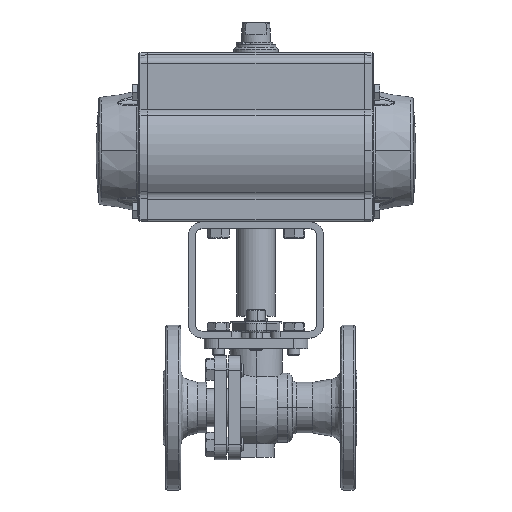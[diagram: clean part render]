
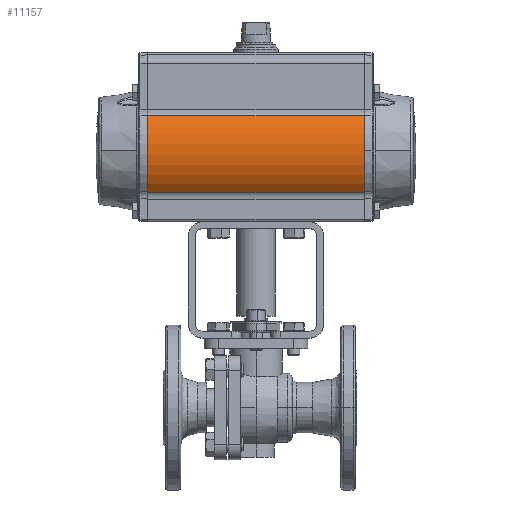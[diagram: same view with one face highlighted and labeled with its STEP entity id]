
A CAD part, top view. The second image highlights one B-rep face of the part: STEP entity #11157.
In plain terms, the highlighted cylindrical face has radius 42 mm (diameter 84 mm), a partial arc.
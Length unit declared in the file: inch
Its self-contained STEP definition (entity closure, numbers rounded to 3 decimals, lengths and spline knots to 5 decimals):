
#2319 = VERTEX_POINT ( 'NONE', #28230 ) ;
#4996 = CARTESIAN_POINT ( 'NONE',  ( -2.79134, 7.53995, 1.37852 ) ) ;
#5675 = CARTESIAN_POINT ( 'NONE',  ( 2.79134, 6.62677, 0. ) ) ;
#5826 = ORIENTED_EDGE ( 'NONE', *, *, #7330, .T. ) ;
#6053 = ORIENTED_EDGE ( 'NONE', *, *, #11572, .T. ) ;
#7330 = EDGE_CURVE ( 'NONE', #61097, #2319, #59069, .T. ) ;
#10779 = DIRECTION ( 'NONE',  ( 0., -1., 0. ) ) ;
#11157 = ADVANCED_FACE ( 'NONE', ( #11485 ), #38287, .T. ) ;
#11485 = FACE_OUTER_BOUND ( 'NONE', #18498, .T. ) ;
#11572 = EDGE_CURVE ( 'NONE', #46539, #53194, #64408, .T. ) ;
#15373 = CARTESIAN_POINT ( 'NONE',  ( -2.79134, 5.56244, 1.26547 ) ) ;
#18498 = EDGE_LOOP ( 'NONE', ( #6053, #20628, #5826, #64078 ) ) ;
#18640 = EDGE_CURVE ( 'NONE', #2319, #46539, #40970, .T. ) ;
#20042 = CARTESIAN_POINT ( 'NONE',  ( -2.79134, 6.62677, 0. ) ) ;
#20628 = ORIENTED_EDGE ( 'NONE', *, *, #28006, .T. ) ;
#20709 = AXIS2_PLACEMENT_3D ( 'NONE', #26565, #61964, #31589 ) ;
#25094 = DIRECTION ( 'NONE',  ( 1., 0., 0. ) ) ;
#26565 = CARTESIAN_POINT ( 'NONE',  ( -2.79134, 6.62677, 0. ) ) ;
#27278 = CARTESIAN_POINT ( 'NONE',  ( -2.79134, 7.53995, 1.37852 ) ) ;
#28006 = EDGE_CURVE ( 'NONE', #53194, #61097, #63666, .T. ) ;
#28230 = CARTESIAN_POINT ( 'NONE',  ( 2.79134, 7.53995, 1.37852 ) ) ;
#31589 = DIRECTION ( 'NONE',  ( 0., -1., 0. ) ) ;
#32038 = AXIS2_PLACEMENT_3D ( 'NONE', #20042, #25094, #50261 ) ;
#38287 = CYLINDRICAL_SURFACE ( 'NONE', #32038, 1.65354 ) ;
#40970 = LINE ( 'NONE', #27278, #52859 ) ;
#40982 = DIRECTION ( 'NONE',  ( -1., 0., 0. ) ) ;
#46539 = VERTEX_POINT ( 'NONE', #4996 ) ;
#47414 = AXIS2_PLACEMENT_3D ( 'NONE', #5675, #40982, #10779 ) ;
#50261 = DIRECTION ( 'NONE',  ( 0., -1., 0. ) ) ;
#52471 = DIRECTION ( 'NONE',  ( -1., 0., 0. ) ) ;
#52859 = VECTOR ( 'NONE', #52471, 39.37008 ) ;
#53194 = VERTEX_POINT ( 'NONE', #15373 ) ;
#54787 = DIRECTION ( 'NONE',  ( 1., 0., 0. ) ) ;
#58347 = CARTESIAN_POINT ( 'NONE',  ( 2.79134, 5.56244, 1.26547 ) ) ;
#59069 = CIRCLE ( 'NONE', #47414, 1.65354 ) ;
#59470 = CARTESIAN_POINT ( 'NONE',  ( -2.79134, 5.56244, 1.26547 ) ) ;
#61097 = VERTEX_POINT ( 'NONE', #58347 ) ;
#61964 = DIRECTION ( 'NONE',  ( 1., 0., 0. ) ) ;
#63666 = LINE ( 'NONE', #59470, #65254 ) ;
#64078 = ORIENTED_EDGE ( 'NONE', *, *, #18640, .T. ) ;
#64408 = CIRCLE ( 'NONE', #20709, 1.65354 ) ;
#65254 = VECTOR ( 'NONE', #54787, 39.37008 ) ;
